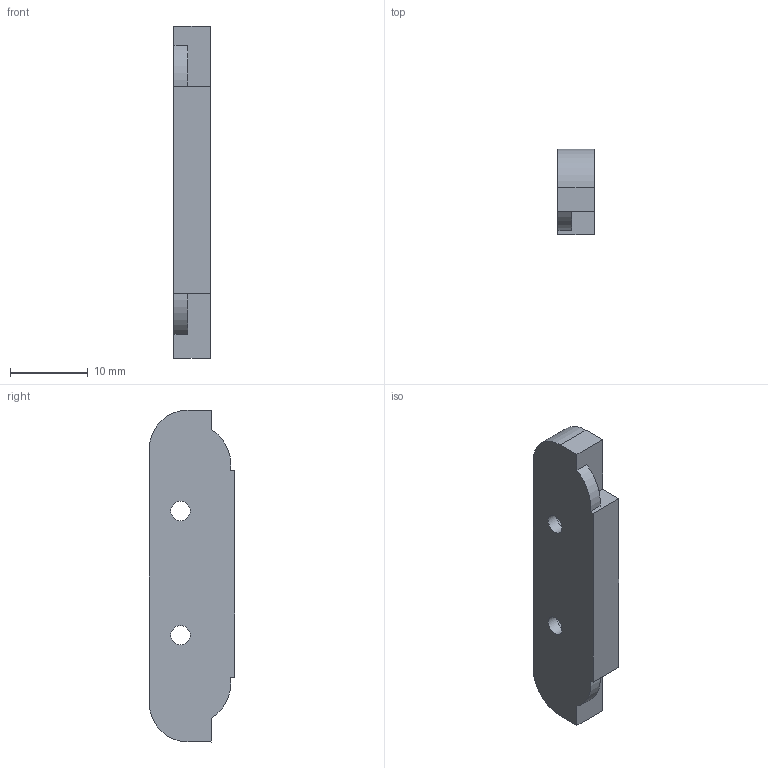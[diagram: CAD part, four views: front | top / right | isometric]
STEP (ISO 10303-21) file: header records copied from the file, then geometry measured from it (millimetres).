
FILE_DESCRIPTION(/* description */ (''),/* implementation_level */ '2;1');
FILE_NAME(/* name */ 'ToF-Mount-Left.step',/* time_stamp */ '2025-09-20T22:51:58+06:00',/* author */ (''),/* organization */ (''),/* preprocessor_version */ 'ST-DEVELOPER v20.1',/* originating_system */ 'Autodesk Translation Framework v14.17.0.0',/* authorisation */ '');
FILE_SCHEMA (('AUTOMOTIVE_DESIGN { 1 0 10303 214 3 1 1 }'));
Length unit declared in the file: millimetre
Products named in the file (1): Configuration 1
Bounding box: 4.65 x 11 x 42.75 mm (x, y, z)
Volume: 1676 mm3; surface area: 1402.1 mm2
Topology: 1 solids, 1 shells, 34 faces, 94 edges, 62 vertices
Faces by surface type: plane 28, cylinder 6
Full cylindrical faces by diameter (mm): 2.5 x2
Entity records: 1132 total; most frequent: CARTESIAN_POINT 191, ORIENTED_EDGE 188, DIRECTION 176, EDGE_CURVE 94, LINE 82, VECTOR 82, VERTEX_POINT 62, AXIS2_PLACEMENT_3D 47
